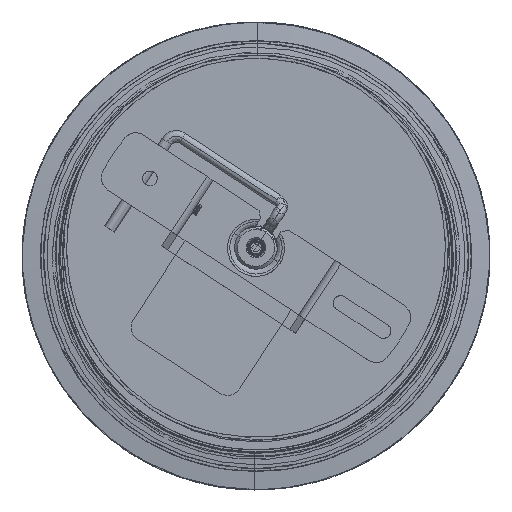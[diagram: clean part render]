
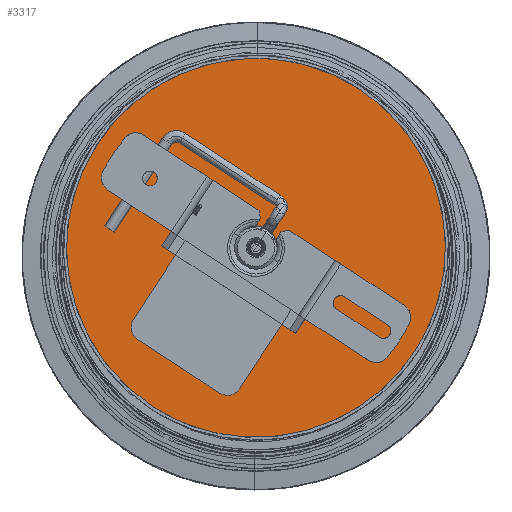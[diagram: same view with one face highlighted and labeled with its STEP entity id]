
A CAD part, top view. The second image highlights one B-rep face of the part: STEP entity #3317.
In plain terms, the highlighted face is planar.
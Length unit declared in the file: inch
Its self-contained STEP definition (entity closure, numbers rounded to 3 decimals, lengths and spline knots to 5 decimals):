
#419 = VERTEX_POINT ( 'NONE', #10764 ) ;
#1044 = DIRECTION ( 'NONE',  ( 1., 0., 0. ) ) ;
#2250 = CARTESIAN_POINT ( 'NONE',  ( -0.20669, 0.03937, -0.20669 ) ) ;
#2878 =( BOUNDED_CURVE ( )  B_SPLINE_CURVE ( 2, ( #3098, #19933, #36795, #53688, #15795 ),
 .UNSPECIFIED., .F., .F. ) 
 B_SPLINE_CURVE_WITH_KNOTS ( ( 3, 2, 3 ),
 ( -8.22504, -4.11252, 0. ),
 .UNSPECIFIED. ) 
 CURVE ( )  GEOMETRIC_REPRESENTATION_ITEM ( )  RATIONAL_B_SPLINE_CURVE ( ( 1., 0.707, 1., 0.707, 1. ) ) 
 REPRESENTATION_ITEM ( '' )  );
#3098 = CARTESIAN_POINT ( 'NONE',  ( 0., 0.03937, 2.61811 ) ) ;
#3317 = ADVANCED_FACE ( 'NONE', ( #26163, #43031 ), #5173, .T. ) ;
#5173 = PLANE ( 'NONE',  #15177 ) ;
#5502 = ORIENTED_EDGE ( 'NONE', *, *, #45676, .T. ) ;
#6165 = VERTEX_POINT ( 'NONE', #50027 ) ;
#6376 = CARTESIAN_POINT ( 'NONE',  ( 0., 0.03937, 0.20669 ) ) ;
#7530 =( BOUNDED_CURVE ( )  B_SPLINE_CURVE ( 2, ( #14120, #30991, #47867, #9987, #26833 ),
 .UNSPECIFIED., .F., .F. ) 
 B_SPLINE_CURVE_WITH_KNOTS ( ( 3, 2, 3 ),
 ( -0.64934, -0.32467, 0. ),
 .UNSPECIFIED. ) 
 CURVE ( )  GEOMETRIC_REPRESENTATION_ITEM ( )  RATIONAL_B_SPLINE_CURVE ( ( 1., 0.707, 1., 0.707, 1. ) ) 
 REPRESENTATION_ITEM ( '' )  );
#8536 = EDGE_CURVE ( 'NONE', #24959, #6165, #51270, .T. ) ;
#9987 = CARTESIAN_POINT ( 'NONE',  ( 0.20669, 0.03937, 0.20669 ) ) ;
#10764 = CARTESIAN_POINT ( 'NONE',  ( 0., 0.03937, 0.20669 ) ) ;
#14120 = CARTESIAN_POINT ( 'NONE',  ( 0., 0.03937, -0.20669 ) ) ;
#15177 = AXIS2_PLACEMENT_3D ( 'NONE', #22007, #38881, #1044 ) ;
#15505 = EDGE_CURVE ( 'NONE', #419, #48842, #48474, .T. ) ;
#15694 = CARTESIAN_POINT ( 'NONE',  ( -2.61811, 0.03937, 2.61811 ) ) ;
#15795 = CARTESIAN_POINT ( 'NONE',  ( 0., 0.03937, -2.61811 ) ) ;
#19081 = CARTESIAN_POINT ( 'NONE',  ( 0., 0.03937, -0.20669 ) ) ;
#19844 = CARTESIAN_POINT ( 'NONE',  ( 0., 0.03937, -2.61811 ) ) ;
#19933 = CARTESIAN_POINT ( 'NONE',  ( 2.61811, 0.03937, 2.61811 ) ) ;
#22007 = CARTESIAN_POINT ( 'NONE',  ( -3.14185, 0.03937, 3.14185 ) ) ;
#23201 = CARTESIAN_POINT ( 'NONE',  ( -0.20669, 0.03937, 0.20669 ) ) ;
#24959 = VERTEX_POINT ( 'NONE', #52763 ) ;
#26163 = FACE_OUTER_BOUND ( 'NONE', #50385, .T. ) ;
#26833 = CARTESIAN_POINT ( 'NONE',  ( 0., 0.03937, 0.20669 ) ) ;
#30677 = ORIENTED_EDGE ( 'NONE', *, *, #49896, .T. ) ;
#30991 = CARTESIAN_POINT ( 'NONE',  ( 0.20669, 0.03937, -0.20669 ) ) ;
#32547 = CARTESIAN_POINT ( 'NONE',  ( 0., 0.03937, 2.61811 ) ) ;
#36708 = CARTESIAN_POINT ( 'NONE',  ( -2.61811, 0.03937, -2.61811 ) ) ;
#36795 = CARTESIAN_POINT ( 'NONE',  ( 2.61811, 0.03937, 0. ) ) ;
#38881 = DIRECTION ( 'NONE',  ( 0., 1., 0. ) ) ;
#39070 = CARTESIAN_POINT ( 'NONE',  ( 0., 0.03937, -0.20669 ) ) ;
#40100 = CARTESIAN_POINT ( 'NONE',  ( -0.20669, 0.03937, 0. ) ) ;
#42803 = ORIENTED_EDGE ( 'NONE', *, *, #8536, .T. ) ;
#43031 = FACE_BOUND ( 'NONE', #48677, .T. ) ;
#45261 = ORIENTED_EDGE ( 'NONE', *, *, #15505, .T. ) ;
#45676 = EDGE_CURVE ( 'NONE', #6165, #24959, #2878, .T. ) ;
#47867 = CARTESIAN_POINT ( 'NONE',  ( 0.20669, 0.03937, 0. ) ) ;
#48474 =( BOUNDED_CURVE ( )  B_SPLINE_CURVE ( 2, ( #6376, #23201, #40100, #2250, #19081 ),
 .UNSPECIFIED., .F., .F. ) 
 B_SPLINE_CURVE_WITH_KNOTS ( ( 3, 2, 3 ),
 ( -0.64934, -0.32467, 0. ),
 .UNSPECIFIED. ) 
 CURVE ( )  GEOMETRIC_REPRESENTATION_ITEM ( )  RATIONAL_B_SPLINE_CURVE ( ( 1., 0.707, 1., 0.707, 1. ) ) 
 REPRESENTATION_ITEM ( '' )  );
#48677 = EDGE_LOOP ( 'NONE', ( #45261, #30677 ) ) ;
#48842 = VERTEX_POINT ( 'NONE', #39070 ) ;
#49896 = EDGE_CURVE ( 'NONE', #48842, #419, #7530, .T. ) ;
#50027 = CARTESIAN_POINT ( 'NONE',  ( 0., 0.03937, 2.61811 ) ) ;
#50385 = EDGE_LOOP ( 'NONE', ( #5502, #42803 ) ) ;
#51270 =( BOUNDED_CURVE ( )  B_SPLINE_CURVE ( 2, ( #19844, #36708, #53590, #15694, #32547 ),
 .UNSPECIFIED., .F., .T. ) 
 B_SPLINE_CURVE_WITH_KNOTS ( ( 3, 2, 3 ),
 ( -8.22504, -4.11252, 0. ),
 .UNSPECIFIED. ) 
 CURVE ( )  GEOMETRIC_REPRESENTATION_ITEM ( )  RATIONAL_B_SPLINE_CURVE ( ( 1., 0.707, 1., 0.707, 1. ) ) 
 REPRESENTATION_ITEM ( '' )  );
#52763 = CARTESIAN_POINT ( 'NONE',  ( 0., 0.03937, -2.61811 ) ) ;
#53590 = CARTESIAN_POINT ( 'NONE',  ( -2.61811, 0.03937, 0. ) ) ;
#53688 = CARTESIAN_POINT ( 'NONE',  ( 2.61811, 0.03937, -2.61811 ) ) ;
